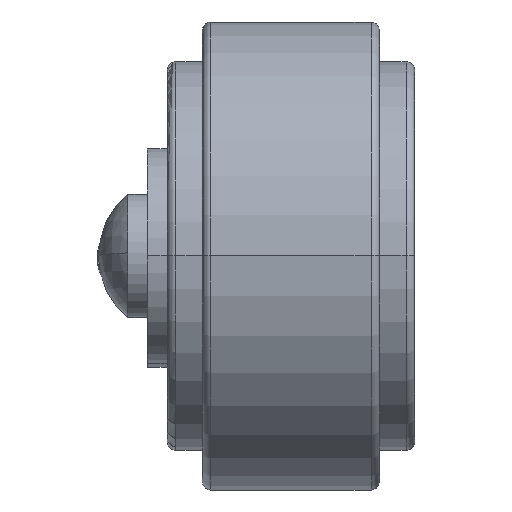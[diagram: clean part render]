
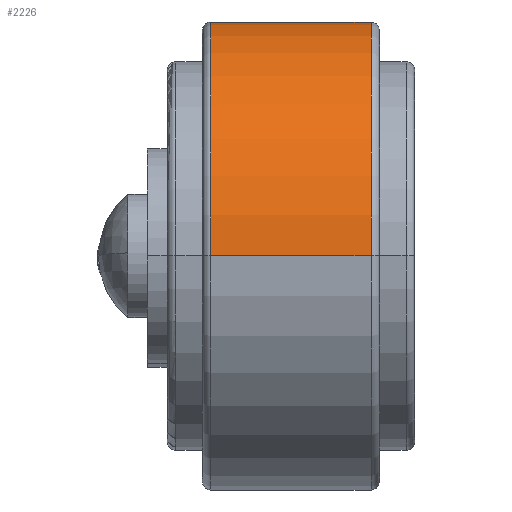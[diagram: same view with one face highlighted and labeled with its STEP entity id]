
A CAD part, top view. The second image highlights one B-rep face of the part: STEP entity #2226.
In plain terms, the highlighted cylindrical face has radius 10.503 mm (diameter 21.006 mm), a partial arc.
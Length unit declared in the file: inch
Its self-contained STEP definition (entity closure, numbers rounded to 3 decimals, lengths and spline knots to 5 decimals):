
#37 = CARTESIAN_POINT ( 'NONE',  ( 0., 0., 0.4135 ) ) ;
#123 = CARTESIAN_POINT ( 'NONE',  ( 0.077, 0., -0.4135 ) ) ;
#144 = VERTEX_POINT ( 'NONE', #1726 ) ;
#245 = CARTESIAN_POINT ( 'NONE',  ( 0.36, 0., 0.4135 ) ) ;
#512 = EDGE_CURVE ( 'NONE', #3651, #144, #899, .T. ) ;
#704 = DIRECTION ( 'NONE',  ( -1., 0., 0. ) ) ;
#899 = CIRCLE ( 'NONE', #3257, 0.4135 ) ;
#990 = CARTESIAN_POINT ( 'NONE',  ( 0.077, 0., 0.4135 ) ) ;
#994 = EDGE_CURVE ( 'NONE', #144, #2408, #3433, .T. ) ;
#1022 = EDGE_CURVE ( 'NONE', #3651, #1533, #3386, .T. ) ;
#1074 = ORIENTED_EDGE ( 'NONE', *, *, #1022, .F. ) ;
#1167 = CARTESIAN_POINT ( 'NONE',  ( 0.077, 0., 0. ) ) ;
#1177 = AXIS2_PLACEMENT_3D ( 'NONE', #3486, #2307, #1784 ) ;
#1228 = DIRECTION ( 'NONE',  ( -1., 0., 0. ) ) ;
#1312 = AXIS2_PLACEMENT_3D ( 'NONE', #1167, #3103, #1436 ) ;
#1436 = DIRECTION ( 'NONE',  ( 0., 0., -1. ) ) ;
#1533 = VERTEX_POINT ( 'NONE', #990 ) ;
#1726 = CARTESIAN_POINT ( 'NONE',  ( 0.36, 0., -0.4135 ) ) ;
#1765 = CARTESIAN_POINT ( 'NONE',  ( 0., 0., -0.4135 ) ) ;
#1784 = DIRECTION ( 'NONE',  ( 0., 0., 1. ) ) ;
#1918 = EDGE_LOOP ( 'NONE', ( #2566, #2317, #2366, #1074 ) ) ;
#1936 = EDGE_CURVE ( 'NONE', #2408, #1533, #3608, .T. ) ;
#2024 = DIRECTION ( 'NONE',  ( -1., 0., 0. ) ) ;
#2226 = ADVANCED_FACE ( 'NONE', ( #2580 ), #2377, .T. ) ;
#2307 = DIRECTION ( 'NONE',  ( -1., 0., 0. ) ) ;
#2317 = ORIENTED_EDGE ( 'NONE', *, *, #994, .T. ) ;
#2319 = DIRECTION ( 'NONE',  ( 0., 0., 1. ) ) ;
#2366 = ORIENTED_EDGE ( 'NONE', *, *, #1936, .T. ) ;
#2377 = CYLINDRICAL_SURFACE ( 'NONE', #1177, 0.4135 ) ;
#2408 = VERTEX_POINT ( 'NONE', #123 ) ;
#2566 = ORIENTED_EDGE ( 'NONE', *, *, #512, .T. ) ;
#2580 = FACE_OUTER_BOUND ( 'NONE', #1918, .T. ) ;
#2634 = CARTESIAN_POINT ( 'NONE',  ( 0.36, 0., 0. ) ) ;
#3103 = DIRECTION ( 'NONE',  ( 1., 0., 0. ) ) ;
#3257 = AXIS2_PLACEMENT_3D ( 'NONE', #2634, #704, #2319 ) ;
#3356 = VECTOR ( 'NONE', #1228, 39.37008 ) ;
#3386 = LINE ( 'NONE', #37, #3356 ) ;
#3405 = VECTOR ( 'NONE', #2024, 39.37008 ) ;
#3433 = LINE ( 'NONE', #1765, #3405 ) ;
#3486 = CARTESIAN_POINT ( 'NONE',  ( 0., 0., 0. ) ) ;
#3608 = CIRCLE ( 'NONE', #1312, 0.4135 ) ;
#3651 = VERTEX_POINT ( 'NONE', #245 ) ;
